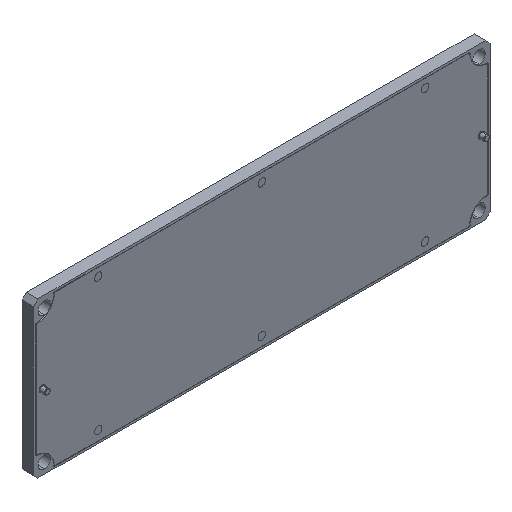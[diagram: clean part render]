
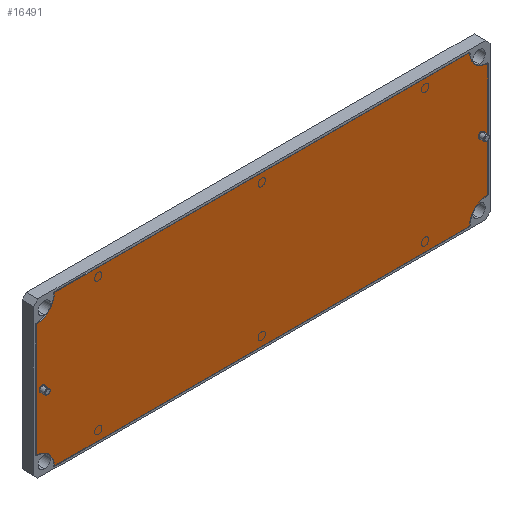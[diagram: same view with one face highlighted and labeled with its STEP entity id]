
A CAD part, isometric view. The second image highlights one B-rep face of the part: STEP entity #16491.
In plain terms, the highlighted planar face has unit normal (0, -1, 0).
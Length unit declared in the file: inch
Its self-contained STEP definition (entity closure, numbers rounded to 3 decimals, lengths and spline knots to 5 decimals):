
#416 = DIRECTION ( 'NONE',  ( 0., 0., -1. ) ) ;
#903 = CARTESIAN_POINT ( 'NONE',  ( -2.475, -0.005, -0.825 ) ) ;
#950 = CARTESIAN_POINT ( 'NONE',  ( -2.275, -0.005, 0.825 ) ) ;
#1314 = CARTESIAN_POINT ( 'NONE',  ( -2.475, -0.005, 0.825 ) ) ;
#2229 = AXIS2_PLACEMENT_3D ( 'NONE', #12941, #7606, #30774 ) ;
#2478 = EDGE_CURVE ( 'NONE', #27634, #12762, #6495, .T. ) ;
#2840 = DIRECTION ( 'NONE',  ( 1., 0., 0. ) ) ;
#3298 = VERTEX_POINT ( 'NONE', #18574 ) ;
#3766 = DIRECTION ( 'NONE',  ( -1., 0., 0. ) ) ;
#4915 = DIRECTION ( 'NONE',  ( 0., -1., 0. ) ) ;
#5185 = EDGE_CURVE ( 'NONE', #26575, #32260, #25729, .T. ) ;
#5250 = DIRECTION ( 'NONE',  ( 0., 1., 0. ) ) ;
#5599 = VERTEX_POINT ( 'NONE', #10375 ) ;
#5677 = EDGE_CURVE ( 'NONE', #29269, #30675, #8181, .T. ) ;
#5780 = CARTESIAN_POINT ( 'NONE',  ( -2.475, -0.005, 0.825 ) ) ;
#6017 = CARTESIAN_POINT ( 'NONE',  ( 2.475, -0.005, 0.625 ) ) ;
#6044 = CARTESIAN_POINT ( 'NONE',  ( 2.475, -0.005, -0.625 ) ) ;
#6338 = CARTESIAN_POINT ( 'NONE',  ( 2.405, -0.005, -0.0585 ) ) ;
#6410 = CIRCLE ( 'NONE', #17740, 0.2 ) ;
#6495 = LINE ( 'NONE', #29217, #28086 ) ;
#6673 = ORIENTED_EDGE ( 'NONE', *, *, #15263, .T. ) ;
#6912 = ORIENTED_EDGE ( 'NONE', *, *, #12157, .T. ) ;
#7174 = CARTESIAN_POINT ( 'NONE',  ( 2.405, -0.005, -0.025 ) ) ;
#7551 = AXIS2_PLACEMENT_3D ( 'NONE', #903, #10907, #18788 ) ;
#7606 = DIRECTION ( 'NONE',  ( 0., 1., 0. ) ) ;
#7611 = CARTESIAN_POINT ( 'NONE',  ( -2.405, -0.005, 0.0085 ) ) ;
#8060 = FACE_OUTER_BOUND ( 'NONE', #8143, .T. ) ;
#8143 = EDGE_LOOP ( 'NONE', ( #23303, #8920, #11649, #31302, #16087, #22947, #6912, #16821 ) ) ;
#8181 = LINE ( 'NONE', #5780, #12571 ) ;
#8234 = DIRECTION ( 'NONE',  ( 0., 1., 0. ) ) ;
#8920 = ORIENTED_EDGE ( 'NONE', *, *, #2478, .T. ) ;
#8985 = AXIS2_PLACEMENT_3D ( 'NONE', #28720, #15688, #31062 ) ;
#9023 = AXIS2_PLACEMENT_3D ( 'NONE', #15094, #4915, #33231 ) ;
#9119 = DIRECTION ( 'NONE',  ( 0., 0., 1. ) ) ;
#9720 = ORIENTED_EDGE ( 'NONE', *, *, #26864, .T. ) ;
#10039 = FACE_BOUND ( 'NONE', #30155, .T. ) ;
#10278 = CARTESIAN_POINT ( 'NONE',  ( 2.275, -0.005, -0.825 ) ) ;
#10375 = CARTESIAN_POINT ( 'NONE',  ( 2.405, -0.005, 0.0085 ) ) ;
#10907 = DIRECTION ( 'NONE',  ( 0., 1., 0. ) ) ;
#11649 = ORIENTED_EDGE ( 'NONE', *, *, #24650, .T. ) ;
#11711 = AXIS2_PLACEMENT_3D ( 'NONE', #28558, #23493, #23596 ) ;
#12045 = AXIS2_PLACEMENT_3D ( 'NONE', #28246, #25844, #18261 ) ;
#12157 = EDGE_CURVE ( 'NONE', #30675, #26575, #27506, .T. ) ;
#12571 = VECTOR ( 'NONE', #416, 39.37008 ) ;
#12623 = VERTEX_POINT ( 'NONE', #7611 ) ;
#12637 = DIRECTION ( 'NONE',  ( 0., 0., -1. ) ) ;
#12762 = VERTEX_POINT ( 'NONE', #6017 ) ;
#12941 = CARTESIAN_POINT ( 'NONE',  ( -2.405, -0.005, -0.025 ) ) ;
#13493 = VERTEX_POINT ( 'NONE', #14361 ) ;
#14361 = CARTESIAN_POINT ( 'NONE',  ( 2.275, -0.005, 0.825 ) ) ;
#14531 = EDGE_CURVE ( 'NONE', #32260, #27634, #6410, .T. ) ;
#15072 = DIRECTION ( 'NONE',  ( 0., 1., 0. ) ) ;
#15094 = CARTESIAN_POINT ( 'NONE',  ( 0., -0.005, 0. ) ) ;
#15263 = EDGE_CURVE ( 'NONE', #23101, #5599, #31896, .T. ) ;
#15308 = PLANE ( 'NONE',  #9023 ) ;
#15617 = CARTESIAN_POINT ( 'NONE',  ( -2.475, -0.005, -0.625 ) ) ;
#15634 = CARTESIAN_POINT ( 'NONE',  ( -2.405, -0.005, -0.025 ) ) ;
#15688 = DIRECTION ( 'NONE',  ( 0., 1., 0. ) ) ;
#16087 = ORIENTED_EDGE ( 'NONE', *, *, #27512, .T. ) ;
#16424 = CIRCLE ( 'NONE', #27382, 0.0335 ) ;
#16486 = CIRCLE ( 'NONE', #22480, 0.0335 ) ;
#16491 = ADVANCED_FACE ( 'NONE', ( #8060, #18050, #10039 ), #15308, .T. ) ;
#16821 = ORIENTED_EDGE ( 'NONE', *, *, #5185, .T. ) ;
#17658 = DIRECTION ( 'NONE',  ( 0., 0., -1. ) ) ;
#17740 = AXIS2_PLACEMENT_3D ( 'NONE', #29164, #8234, #31615 ) ;
#17781 = CIRCLE ( 'NONE', #2229, 0.0335 ) ;
#17796 = VERTEX_POINT ( 'NONE', #950 ) ;
#18050 = FACE_BOUND ( 'NONE', #20547, .T. ) ;
#18261 = DIRECTION ( 'NONE',  ( 0., 0., 1. ) ) ;
#18574 = CARTESIAN_POINT ( 'NONE',  ( -2.405, -0.005, -0.0585 ) ) ;
#18788 = DIRECTION ( 'NONE',  ( 0., 0., 1. ) ) ;
#19714 = ORIENTED_EDGE ( 'NONE', *, *, #28696, .T. ) ;
#20547 = EDGE_LOOP ( 'NONE', ( #19714, #9720 ) ) ;
#22480 = AXIS2_PLACEMENT_3D ( 'NONE', #7174, #15072, #17658 ) ;
#22496 = VECTOR ( 'NONE', #3766, 39.37008 ) ;
#22947 = ORIENTED_EDGE ( 'NONE', *, *, #5677, .T. ) ;
#23101 = VERTEX_POINT ( 'NONE', #6338 ) ;
#23303 = ORIENTED_EDGE ( 'NONE', *, *, #14531, .T. ) ;
#23493 = DIRECTION ( 'NONE',  ( 0., 1., 0. ) ) ;
#23596 = DIRECTION ( 'NONE',  ( 0., 0., -1. ) ) ;
#24650 = EDGE_CURVE ( 'NONE', #12762, #13493, #31717, .T. ) ;
#24949 = VECTOR ( 'NONE', #2840, 39.37008 ) ;
#25729 = LINE ( 'NONE', #28377, #24949 ) ;
#25844 = DIRECTION ( 'NONE',  ( 0., 1., 0. ) ) ;
#26575 = VERTEX_POINT ( 'NONE', #31282 ) ;
#26864 = EDGE_CURVE ( 'NONE', #12623, #3298, #17781, .T. ) ;
#27096 = EDGE_CURVE ( 'NONE', #13493, #17796, #29362, .T. ) ;
#27382 = AXIS2_PLACEMENT_3D ( 'NONE', #15634, #5250, #12637 ) ;
#27506 = CIRCLE ( 'NONE', #7551, 0.2 ) ;
#27512 = EDGE_CURVE ( 'NONE', #17796, #29269, #28957, .T. ) ;
#27634 = VERTEX_POINT ( 'NONE', #6044 ) ;
#28086 = VECTOR ( 'NONE', #9119, 39.37008 ) ;
#28246 = CARTESIAN_POINT ( 'NONE',  ( 2.475, -0.005, 0.825 ) ) ;
#28377 = CARTESIAN_POINT ( 'NONE',  ( -2.475, -0.005, -0.825 ) ) ;
#28496 = CARTESIAN_POINT ( 'NONE',  ( -2.475, -0.005, 0.625 ) ) ;
#28558 = CARTESIAN_POINT ( 'NONE',  ( -2.475, -0.005, 0.825 ) ) ;
#28696 = EDGE_CURVE ( 'NONE', #3298, #12623, #16424, .T. ) ;
#28720 = CARTESIAN_POINT ( 'NONE',  ( 2.405, -0.005, -0.025 ) ) ;
#28957 = CIRCLE ( 'NONE', #11711, 0.2 ) ;
#29164 = CARTESIAN_POINT ( 'NONE',  ( 2.475, -0.005, -0.825 ) ) ;
#29217 = CARTESIAN_POINT ( 'NONE',  ( 2.475, -0.005, 0.825 ) ) ;
#29269 = VERTEX_POINT ( 'NONE', #28496 ) ;
#29362 = LINE ( 'NONE', #1314, #22496 ) ;
#30155 = EDGE_LOOP ( 'NONE', ( #6673, #33222 ) ) ;
#30617 = EDGE_CURVE ( 'NONE', #5599, #23101, #16486, .T. ) ;
#30675 = VERTEX_POINT ( 'NONE', #15617 ) ;
#30774 = DIRECTION ( 'NONE',  ( 0., 0., -1. ) ) ;
#31062 = DIRECTION ( 'NONE',  ( 0., 0., -1. ) ) ;
#31282 = CARTESIAN_POINT ( 'NONE',  ( -2.275, -0.005, -0.825 ) ) ;
#31302 = ORIENTED_EDGE ( 'NONE', *, *, #27096, .T. ) ;
#31615 = DIRECTION ( 'NONE',  ( 0., 0., -1. ) ) ;
#31717 = CIRCLE ( 'NONE', #12045, 0.2 ) ;
#31896 = CIRCLE ( 'NONE', #8985, 0.0335 ) ;
#32260 = VERTEX_POINT ( 'NONE', #10278 ) ;
#33222 = ORIENTED_EDGE ( 'NONE', *, *, #30617, .T. ) ;
#33231 = DIRECTION ( 'NONE',  ( 0., 0., 1. ) ) ;
